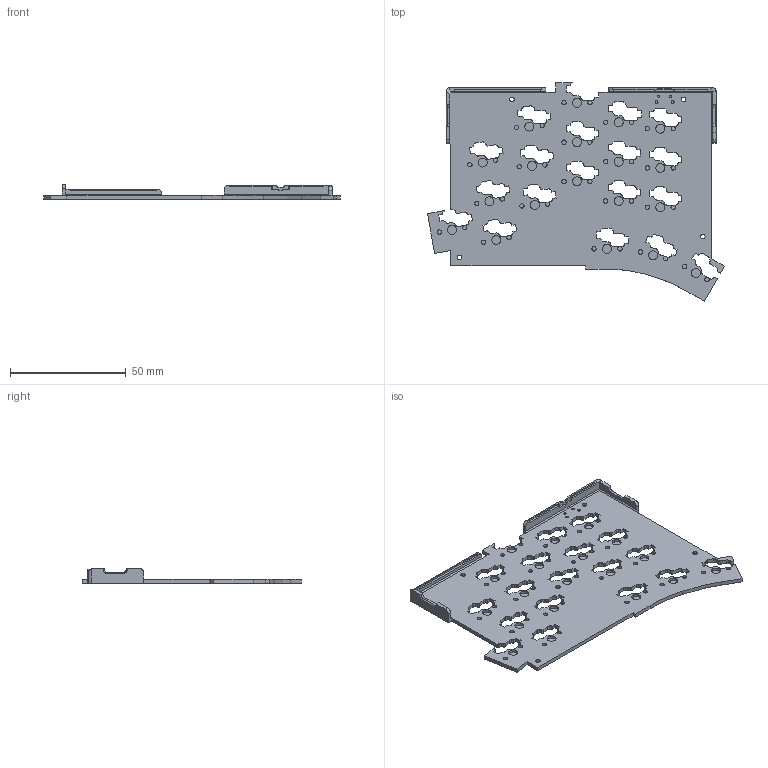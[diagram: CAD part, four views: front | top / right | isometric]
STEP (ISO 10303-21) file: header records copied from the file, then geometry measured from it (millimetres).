
FILE_DESCRIPTION (( 'STEP AP214' ), '1' );
FILE_NAME ('USB_C_Bottom_L.STEP', '2024-11-01T07:30:52', ( '' ), ( '' ), 'SwSTEP 2.0', 'SolidWorks 2024', '' );
FILE_SCHEMA (( 'AUTOMOTIVE_DESIGN' ));
Length unit declared in the file: millimetre
Products named in the file (1): USB_C_Bottom_L
Bounding box: 128.32 x 94.46 x 6.39 mm (x, y, z)
Volume: 13660.8 mm3; surface area: 19327.6 mm2
Topology: 1 solids, 1 shells, 997 faces, 2803 edges, 1856 vertices
Faces by surface type: plane 467, bspline 352, cylinder 164, cone 14
Entity records: 34420 total; most frequent: CARTESIAN_POINT 10816, ORIENTED_EDGE 5606, DIRECTION 3718, EDGE_CURVE 2803, VERTEX_POINT 1856, LINE 1764, VECTOR 1764, EDGE_LOOP 1085
